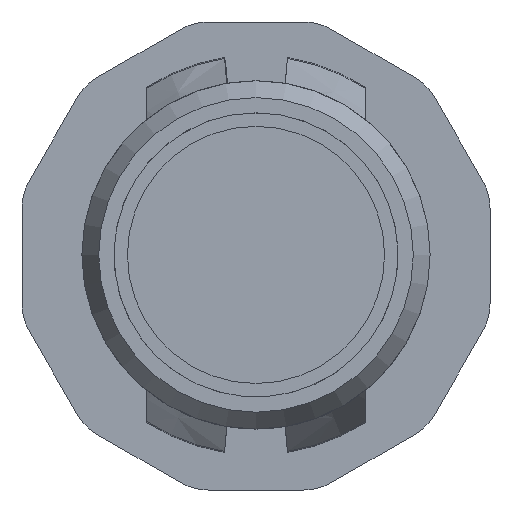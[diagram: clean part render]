
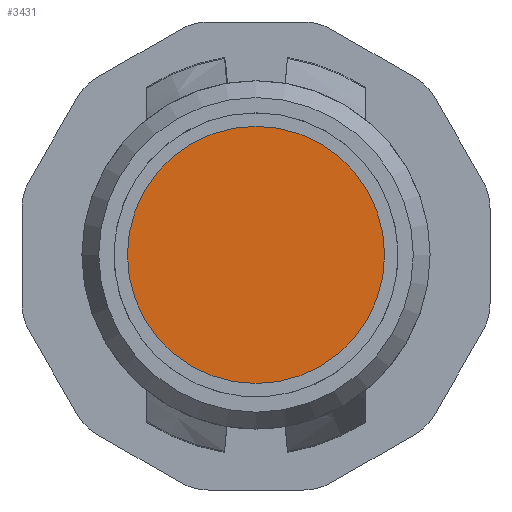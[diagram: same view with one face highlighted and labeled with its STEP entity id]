
A CAD part, front view. The second image highlights one B-rep face of the part: STEP entity #3431.
In plain terms, the highlighted planar face has unit normal (0, -1, 0).
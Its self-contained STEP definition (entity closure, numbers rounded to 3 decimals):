
#2689=CIRCLE('',#11594,11.815);
#3431=ADVANCED_FACE('',(#4135),#3684,.T.);
#3684=PLANE('',#11595);
#4135=FACE_OUTER_BOUND('',#4650,.T.);
#4650=EDGE_LOOP('',(#7094));
#7094=ORIENTED_EDGE('',*,*,#9113,.T.);
#7891=VERTEX_POINT('',#20664);
#9113=EDGE_CURVE('',#7891,#7891,#2689,.T.);
#11594=AXIS2_PLACEMENT_3D('',#20663,#13736,#13737);
#11595=AXIS2_PLACEMENT_3D('',#20665,#13738,#13739);
#13736=DIRECTION('',(0.,-1.,0.));
#13737=DIRECTION('',(0.,0.,-1.));
#13738=DIRECTION('',(0.,-1.,0.));
#13739=DIRECTION('',(1.,0.,0.));
#20663=CARTESIAN_POINT('',(0.,-4.,0.));
#20664=CARTESIAN_POINT('',(0.,-4.,-11.815));
#20665=CARTESIAN_POINT('',(0.,-4.,5.95));
